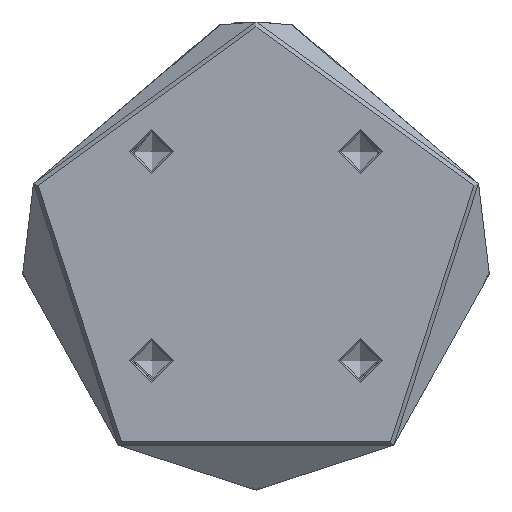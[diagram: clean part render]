
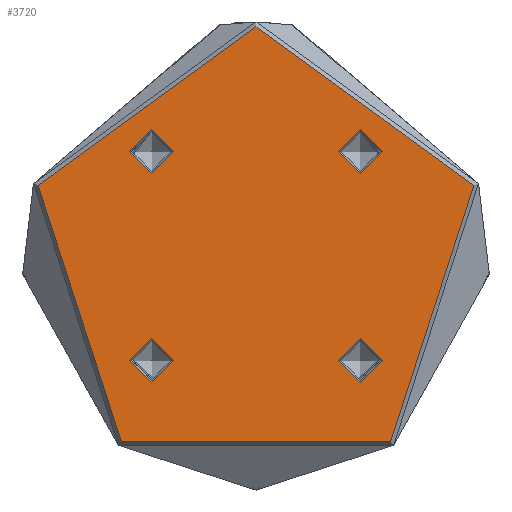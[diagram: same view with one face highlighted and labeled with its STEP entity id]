
A CAD part, front view. The second image highlights one B-rep face of the part: STEP entity #3720.
In plain terms, the highlighted face is planar.
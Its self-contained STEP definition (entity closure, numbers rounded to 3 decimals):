
#63 = EDGE_CURVE ( 'NONE', #2307, #2307, #2296, .T. ) ;
#82 = CARTESIAN_POINT ( 'NONE',  ( -21.213, -21.213, 0. ) ) ;
#215 = CIRCLE ( 'NONE', #5648, 4.5 ) ;
#232 = ORIENTED_EDGE ( 'NONE', *, *, #4573, .T. ) ;
#263 = FACE_OUTER_BOUND ( 'NONE', #4383, .T. ) ;
#267 = AXIS2_PLACEMENT_3D ( 'NONE', #335, #3723, #820 ) ;
#269 = FACE_BOUND ( 'NONE', #4804, .T. ) ;
#277 = FACE_BOUND ( 'NONE', #4460, .T. ) ;
#335 = CARTESIAN_POINT ( 'NONE',  ( -21.213, 21.213, 0. ) ) ;
#337 = FACE_BOUND ( 'NONE', #5852, .T. ) ;
#415 = DIRECTION ( 'NONE',  ( 0., 0., -1. ) ) ;
#426 = FACE_BOUND ( 'NONE', #3236, .T. ) ;
#482 = CARTESIAN_POINT ( 'NONE',  ( -25.713, 21.213, 0. ) ) ;
#670 = AXIS2_PLACEMENT_3D ( 'NONE', #5080, #2138, #5587 ) ;
#820 = DIRECTION ( 'NONE',  ( -1., 0., 0. ) ) ;
#892 = CIRCLE ( 'NONE', #5611, 4.5 ) ;
#1022 = CARTESIAN_POINT ( 'NONE',  ( 21.213, 21.213, 0. ) ) ;
#1060 = CARTESIAN_POINT ( 'NONE',  ( -25.713, -21.213, 0. ) ) ;
#1228 = CIRCLE ( 'NONE', #1511, 4.5 ) ;
#1511 = AXIS2_PLACEMENT_3D ( 'NONE', #82, #1810, #5242 ) ;
#1531 = DIRECTION ( 'NONE',  ( 1., 0., 0. ) ) ;
#1580 = CARTESIAN_POINT ( 'NONE',  ( 46.5, 0., 0. ) ) ;
#1810 = DIRECTION ( 'NONE',  ( 0., 0., 1. ) ) ;
#2064 = CARTESIAN_POINT ( 'NONE',  ( 25.713, -21.213, 0. ) ) ;
#2138 = DIRECTION ( 'NONE',  ( 0., 0., 1. ) ) ;
#2234 = VERTEX_POINT ( 'NONE', #1580 ) ;
#2296 = CIRCLE ( 'NONE', #267, 4.5 ) ;
#2307 = VERTEX_POINT ( 'NONE', #482 ) ;
#2324 = ORIENTED_EDGE ( 'NONE', *, *, #4352, .F. ) ;
#2457 = EDGE_CURVE ( 'NONE', #2690, #2690, #1228, .T. ) ;
#2690 = VERTEX_POINT ( 'NONE', #1060 ) ;
#2752 = CARTESIAN_POINT ( 'NONE',  ( 21.213, -21.213, 0. ) ) ;
#3221 = ORIENTED_EDGE ( 'NONE', *, *, #63, .T. ) ;
#3234 = DIRECTION ( 'NONE',  ( 1., 0., 0. ) ) ;
#3235 = AXIS2_PLACEMENT_3D ( 'NONE', #3305, #415, #3805 ) ;
#3236 = EDGE_LOOP ( 'NONE', ( #5900 ) ) ;
#3305 = CARTESIAN_POINT ( 'NONE',  ( 0., 0., 0. ) ) ;
#3516 = VERTEX_POINT ( 'NONE', #4517 ) ;
#3720 = ADVANCED_FACE ( 'NONE', ( #426, #277, #337, #269, #263 ), #6279, .F. ) ;
#3723 = DIRECTION ( 'NONE',  ( 0., 0., -1. ) ) ;
#3805 = DIRECTION ( 'NONE',  ( -1., 0., 0. ) ) ;
#4352 = EDGE_CURVE ( 'NONE', #3516, #3516, #215, .T. ) ;
#4383 = EDGE_LOOP ( 'NONE', ( #232 ) ) ;
#4452 = DIRECTION ( 'NONE',  ( 0., 0., 1. ) ) ;
#4460 = EDGE_LOOP ( 'NONE', ( #3221 ) ) ;
#4488 = ORIENTED_EDGE ( 'NONE', *, *, #4655, .T. ) ;
#4517 = CARTESIAN_POINT ( 'NONE',  ( 25.713, 21.213, 0. ) ) ;
#4573 = EDGE_CURVE ( 'NONE', #2234, #2234, #5894, .T. ) ;
#4655 = EDGE_CURVE ( 'NONE', #6018, #6018, #892, .T. ) ;
#4804 = EDGE_LOOP ( 'NONE', ( #2324 ) ) ;
#5080 = CARTESIAN_POINT ( 'NONE',  ( 0., 0., 0. ) ) ;
#5242 = DIRECTION ( 'NONE',  ( -1., 0., 0. ) ) ;
#5587 = DIRECTION ( 'NONE',  ( 1., 0., 0. ) ) ;
#5611 = AXIS2_PLACEMENT_3D ( 'NONE', #2752, #6198, #3234 ) ;
#5648 = AXIS2_PLACEMENT_3D ( 'NONE', #1022, #4452, #1531 ) ;
#5852 = EDGE_LOOP ( 'NONE', ( #4488 ) ) ;
#5894 = CIRCLE ( 'NONE', #670, 46.5 ) ;
#5900 = ORIENTED_EDGE ( 'NONE', *, *, #2457, .F. ) ;
#6018 = VERTEX_POINT ( 'NONE', #2064 ) ;
#6198 = DIRECTION ( 'NONE',  ( 0., 0., -1. ) ) ;
#6279 = PLANE ( 'NONE',  #3235 ) ;
